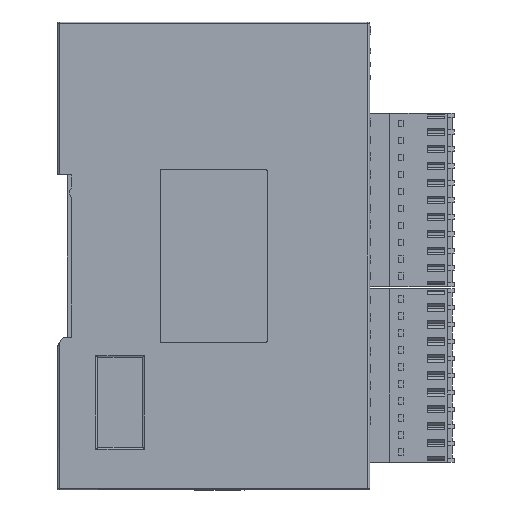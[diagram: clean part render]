
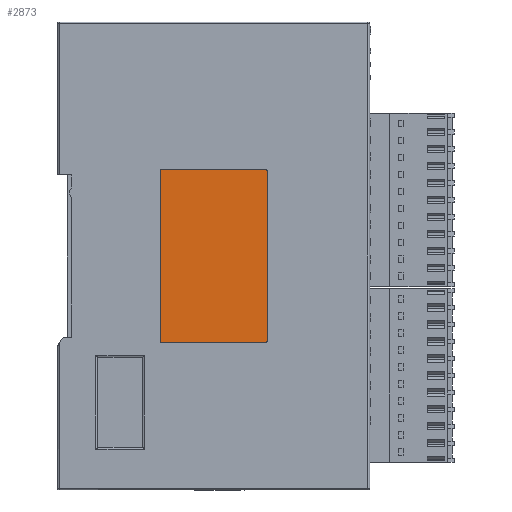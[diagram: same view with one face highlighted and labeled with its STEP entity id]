
A CAD part, left-side view. The second image highlights one B-rep face of the part: STEP entity #2873.
In plain terms, the highlighted planar face has unit normal (-1, 0, 0).
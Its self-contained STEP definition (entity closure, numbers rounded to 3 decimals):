
#249=(
BOUNDED_CURVE()
B_SPLINE_CURVE(2,(#61719,#61720,#61721),.UNSPECIFIED.,.F.,.F.)
B_SPLINE_CURVE_WITH_KNOTS((3,3),(0.,1.),.UNSPECIFIED.)
CURVE()
GEOMETRIC_REPRESENTATION_ITEM()
RATIONAL_B_SPLINE_CURVE((1.,0.707,1.))
REPRESENTATION_ITEM('')
);
#251=(
BOUNDED_CURVE()
B_SPLINE_CURVE(2,(#61733,#61734,#61735),.UNSPECIFIED.,.F.,.F.)
B_SPLINE_CURVE_WITH_KNOTS((3,3),(0.,1.),.UNSPECIFIED.)
CURVE()
GEOMETRIC_REPRESENTATION_ITEM()
RATIONAL_B_SPLINE_CURVE((1.,0.707,1.))
REPRESENTATION_ITEM('')
);
#253=(
BOUNDED_CURVE()
B_SPLINE_CURVE(2,(#61753,#61754,#61755),.UNSPECIFIED.,.F.,.F.)
B_SPLINE_CURVE_WITH_KNOTS((3,3),(0.,1.),.UNSPECIFIED.)
CURVE()
GEOMETRIC_REPRESENTATION_ITEM()
RATIONAL_B_SPLINE_CURVE((1.,0.707,1.))
REPRESENTATION_ITEM('')
);
#255=(
BOUNDED_CURVE()
B_SPLINE_CURVE(2,(#61765,#61766,#61767),.UNSPECIFIED.,.F.,.F.)
B_SPLINE_CURVE_WITH_KNOTS((3,3),(0.,1.),.UNSPECIFIED.)
CURVE()
GEOMETRIC_REPRESENTATION_ITEM()
RATIONAL_B_SPLINE_CURVE((1.,0.707,1.))
REPRESENTATION_ITEM('')
);
#2873=ADVANCED_FACE('',(#5037),#34733,.T.);
#5037=FACE_OUTER_BOUND('',#7376,.T.);
#7376=EDGE_LOOP('',(#18092,#18093,#18094,#18095,#18096,#18097,#18098,#18099));
#18092=ORIENTED_EDGE('',*,*,#23306,.F.);
#18093=ORIENTED_EDGE('',*,*,#23293,.F.);
#18094=ORIENTED_EDGE('',*,*,#23286,.F.);
#18095=ORIENTED_EDGE('',*,*,#23287,.F.);
#18096=ORIENTED_EDGE('',*,*,#23292,.F.);
#18097=ORIENTED_EDGE('',*,*,#23296,.F.);
#18098=ORIENTED_EDGE('',*,*,#23301,.F.);
#18099=ORIENTED_EDGE('',*,*,#23302,.F.);
#23286=EDGE_CURVE('',#32502,#32499,#249,.T.);
#23287=EDGE_CURVE('',#32503,#32502,#28599,.T.);
#23292=EDGE_CURVE('',#32506,#32503,#251,.T.);
#23293=EDGE_CURVE('',#32499,#32507,#28603,.T.);
#23296=EDGE_CURVE('',#32509,#32506,#28606,.T.);
#23301=EDGE_CURVE('',#32512,#32509,#253,.T.);
#23302=EDGE_CURVE('',#32513,#32512,#28610,.T.);
#23306=EDGE_CURVE('',#32507,#32513,#255,.T.);
#28599=B_SPLINE_CURVE_WITH_KNOTS('',1,(#61722,#61723),.UNSPECIFIED.,.F.,
 .F.,(2,2),(0.,23.),.UNSPECIFIED.);
#28603=B_SPLINE_CURVE_WITH_KNOTS('',1,(#61736,#61737),.UNSPECIFIED.,.F.,
 .F.,(2,2),(0.,38.),.UNSPECIFIED.);
#28606=B_SPLINE_CURVE_WITH_KNOTS('',1,(#61742,#61743),.UNSPECIFIED.,.F.,
 .F.,(2,2),(0.,38.),.UNSPECIFIED.);
#28610=B_SPLINE_CURVE_WITH_KNOTS('',1,(#61756,#61757),.UNSPECIFIED.,.F.,
 .F.,(2,2),(0.,23.),.UNSPECIFIED.);
#32499=VERTEX_POINT('',#54133);
#32502=VERTEX_POINT('',#54136);
#32503=VERTEX_POINT('',#54137);
#32506=VERTEX_POINT('',#54140);
#32507=VERTEX_POINT('',#54141);
#32509=VERTEX_POINT('',#54143);
#32512=VERTEX_POINT('',#54146);
#32513=VERTEX_POINT('',#54147);
#34733=PLANE('',#36959);
#36959=AXIS2_PLACEMENT_3D('',#51997,#38927,$);
#38927=DIRECTION('',(-1.,0.,0.));
#51997=CARTESIAN_POINT('',(-345.703,-71.468,212.686));
#54133=CARTESIAN_POINT('',(-345.703,-97.88,255.098));
#54136=CARTESIAN_POINT('',(-345.703,-97.38,255.598));
#54137=CARTESIAN_POINT('',(-345.703,-74.38,255.598));
#54140=CARTESIAN_POINT('',(-345.703,-73.88,255.098));
#54141=CARTESIAN_POINT('',(-345.703,-97.88,217.098));
#54143=CARTESIAN_POINT('',(-345.703,-73.88,217.098));
#54146=CARTESIAN_POINT('',(-345.703,-74.38,216.598));
#54147=CARTESIAN_POINT('',(-345.703,-97.38,216.598));
#61719=CARTESIAN_POINT('',(-345.703,-97.38,255.598));
#61720=CARTESIAN_POINT('',(-345.703,-97.88,255.598));
#61721=CARTESIAN_POINT('',(-345.703,-97.88,255.098));
#61722=CARTESIAN_POINT('',(-345.703,-74.38,255.598));
#61723=CARTESIAN_POINT('',(-345.703,-97.38,255.598));
#61733=CARTESIAN_POINT('',(-345.703,-73.88,255.098));
#61734=CARTESIAN_POINT('',(-345.703,-73.88,255.598));
#61735=CARTESIAN_POINT('',(-345.703,-74.38,255.598));
#61736=CARTESIAN_POINT('',(-345.703,-97.88,255.098));
#61737=CARTESIAN_POINT('',(-345.703,-97.88,217.098));
#61742=CARTESIAN_POINT('',(-345.703,-73.88,217.098));
#61743=CARTESIAN_POINT('',(-345.703,-73.88,255.098));
#61753=CARTESIAN_POINT('',(-345.703,-74.38,216.598));
#61754=CARTESIAN_POINT('',(-345.703,-73.88,216.598));
#61755=CARTESIAN_POINT('',(-345.703,-73.88,217.098));
#61756=CARTESIAN_POINT('',(-345.703,-97.38,216.598));
#61757=CARTESIAN_POINT('',(-345.703,-74.38,216.598));
#61765=CARTESIAN_POINT('',(-345.703,-97.88,217.098));
#61766=CARTESIAN_POINT('',(-345.703,-97.88,216.598));
#61767=CARTESIAN_POINT('',(-345.703,-97.38,216.598));
